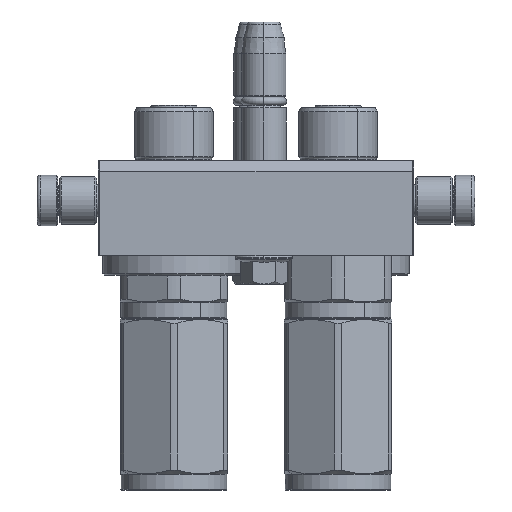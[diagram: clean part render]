
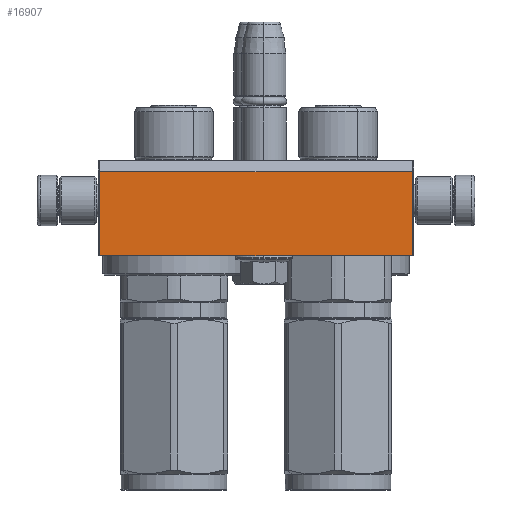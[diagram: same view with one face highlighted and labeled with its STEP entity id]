
A CAD part, left-side view. The second image highlights one B-rep face of the part: STEP entity #16907.
In plain terms, the highlighted face is planar.
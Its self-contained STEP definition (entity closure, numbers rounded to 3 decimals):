
#4704 = CARTESIAN_POINT ( 'NONE',  ( -49.5, 11.536, 56. ) ) ;
#4993 = AXIS2_PLACEMENT_3D ( 'NONE', #6592, #40037, #39863 ) ;
#6592 = CARTESIAN_POINT ( 'NONE',  ( -50., -15., 56. ) ) ;
#6933 = ORIENTED_EDGE ( 'NONE', *, *, #49885, .T. ) ;
#7834 = DIRECTION ( 'NONE',  ( 1., 0., 0. ) ) ;
#8217 = VERTEX_POINT ( 'NONE', #45563 ) ;
#8899 = LINE ( 'NONE', #4704, #34265 ) ;
#9910 = EDGE_CURVE ( 'NONE', #27792, #8217, #38788, .T. ) ;
#10223 = ORIENTED_EDGE ( 'NONE', *, *, #47002, .T. ) ;
#11069 = VECTOR ( 'NONE', #7834, 1000. ) ;
#11648 = EDGE_LOOP ( 'NONE', ( #6933, #10223, #26782, #14727 ) ) ;
#14727 = ORIENTED_EDGE ( 'NONE', *, *, #9910, .F. ) ;
#16043 = VECTOR ( 'NONE', #31197, 1000. ) ;
#16907 = ADVANCED_FACE ( 'NONE', ( #33065 ), #47638, .T. ) ;
#24017 = DIRECTION ( 'NONE',  ( 0., 1., 0. ) ) ;
#26434 = EDGE_CURVE ( 'NONE', #8217, #42328, #8899, .T. ) ;
#26782 = ORIENTED_EDGE ( 'NONE', *, *, #26434, .F. ) ;
#27792 = VERTEX_POINT ( 'NONE', #39924 ) ;
#28869 = CARTESIAN_POINT ( 'NONE',  ( 49.5, 11.536, 56. ) ) ;
#31197 = DIRECTION ( 'NONE',  ( 0., 1., 0. ) ) ;
#31648 = CARTESIAN_POINT ( 'NONE',  ( -49.5, -15., 56. ) ) ;
#32429 = CARTESIAN_POINT ( 'NONE',  ( -49.5, -15., 56. ) ) ;
#33065 = FACE_OUTER_BOUND ( 'NONE', #11648, .T. ) ;
#34265 = VECTOR ( 'NONE', #50661, 1000. ) ;
#37493 = VECTOR ( 'NONE', #24017, 1000. ) ;
#38078 = VERTEX_POINT ( 'NONE', #39138 ) ;
#38137 = LINE ( 'NONE', #43837, #16043 ) ;
#38788 = LINE ( 'NONE', #31648, #37493 ) ;
#39138 = CARTESIAN_POINT ( 'NONE',  ( 49.5, -15., 56. ) ) ;
#39863 = DIRECTION ( 'NONE',  ( 1., 0., 0. ) ) ;
#39924 = CARTESIAN_POINT ( 'NONE',  ( -49.5, -15., 56. ) ) ;
#40037 = DIRECTION ( 'NONE',  ( 0., 0., 1. ) ) ;
#42328 = VERTEX_POINT ( 'NONE', #28869 ) ;
#43837 = CARTESIAN_POINT ( 'NONE',  ( 49.5, -15., 56. ) ) ;
#44179 = LINE ( 'NONE', #32429, #11069 ) ;
#45563 = CARTESIAN_POINT ( 'NONE',  ( -49.5, 11.536, 56. ) ) ;
#47002 = EDGE_CURVE ( 'NONE', #38078, #42328, #38137, .T. ) ;
#47638 = PLANE ( 'NONE',  #4993 ) ;
#49885 = EDGE_CURVE ( 'NONE', #27792, #38078, #44179, .T. ) ;
#50661 = DIRECTION ( 'NONE',  ( 1., 0., 0. ) ) ;
